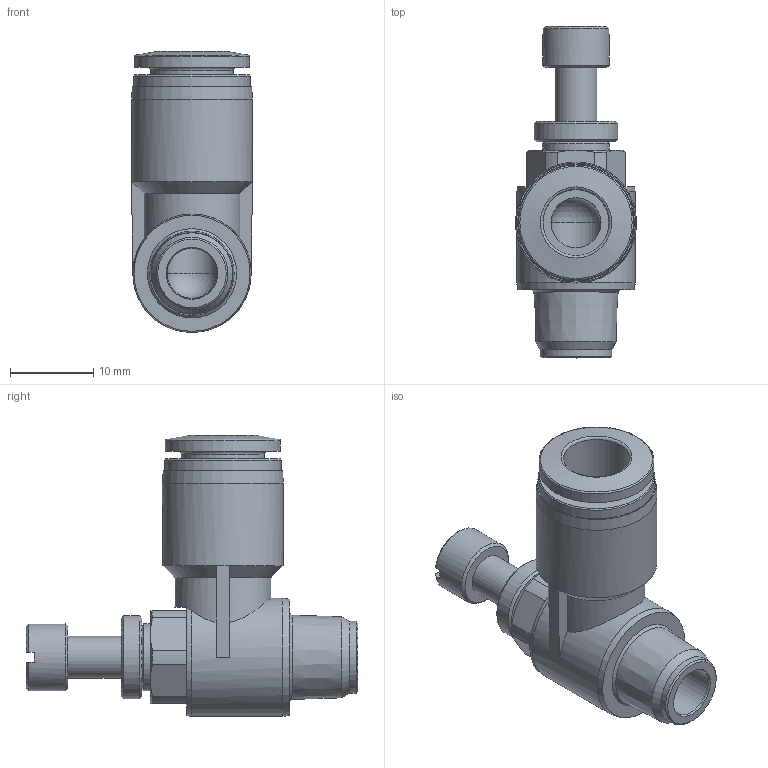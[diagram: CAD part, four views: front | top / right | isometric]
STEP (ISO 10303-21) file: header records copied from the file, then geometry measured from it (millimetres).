
FILE_DESCRIPTION(/* description */ ('STEP AP214'),/* implementation_level */ '2;1');
FILE_NAME(/* name */ '534659_GRLA-1_8-QB-5_16-U',/* time_stamp */ '2024-08-28T21:16:19+02:00',/* author */ ('License CC BY-ND 4.0'),/* organization */ ('CADENAS'),/* preprocessor_version */ 'ST-DEVELOPER v19.3',/* originating_system */ 'PARTsolutions',/* authorisation */ ' ');
FILE_SCHEMA (('AUTOMOTIVE_DESIGN {1 0 10303 214 3 1 1}'));
Length unit declared in the file: millimetre
Products named in the file (1): 534659 GRLA-1/8-QB-5/16-U---(39.8)
Bounding box: 14.5 x 39.8 x 33.7 mm (x, y, z)
Volume: 5008.2 mm3; surface area: 3667.4 mm2
Topology: 1 solids, 1 shells, 82 faces, 186 edges, 114 vertices
Faces by surface type: plane 33, cone 24, cylinder 21, torus 3, sphere 1
Full cylindrical faces by diameter (mm): 5 x1, 6 x2, 7.938 x1, 8 x2, 8.611 x1, 9.938 x1, 10 x1, 13.8 x1, 14 x1, 14.2 x1, 14.5 x1
Entity records: 2762 total; most frequent: CARTESIAN_POINT 453, DIRECTION 371, ORIENTED_EDGE 304, AXIS2_PLACEMENT_3D 162, EDGE_CURVE 152, EDGE_LOOP 122, FACE_BOUND 122, VERTEX_POINT 110
